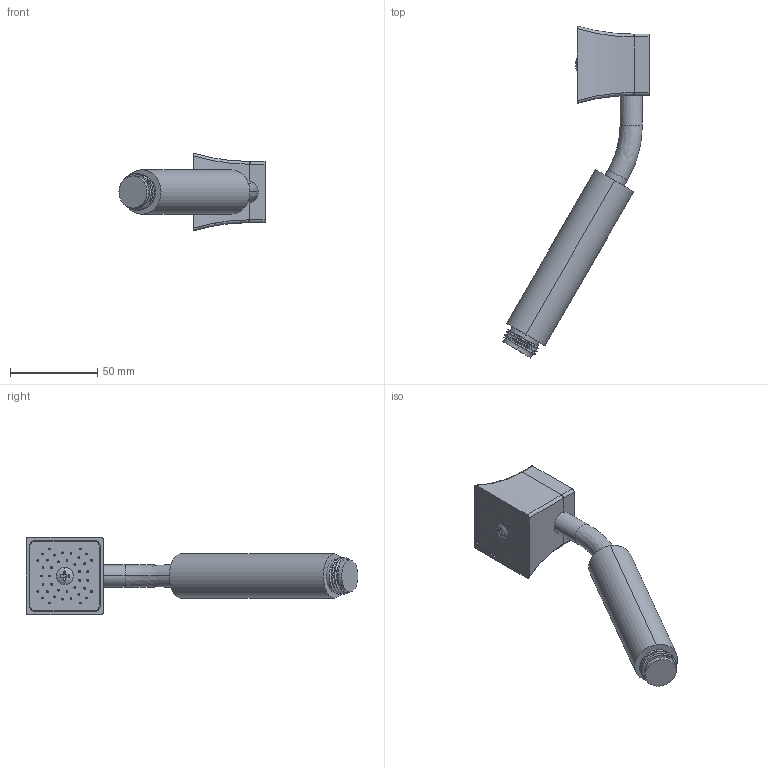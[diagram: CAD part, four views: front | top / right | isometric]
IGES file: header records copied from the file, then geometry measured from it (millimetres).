
Start section:  PTC IGES file: 50622.igs
Global section: file name: 50622.igs; native system: Creo Parametric by PTC Inc.; preprocessor: 2018400; author: jinson.thomas; organization: Unknown; date: 20201211.102135; units: inch
Bounding box: 83.51 x 189.73 x 44.45 mm (x, y, z)
Volume: 117362.3 mm3; surface area: 27127.3 mm2
Topology: 1 solids, 4 shells, 181 faces, 537 edges, 370 vertices
Faces by surface type: revolution 126, bspline 55
